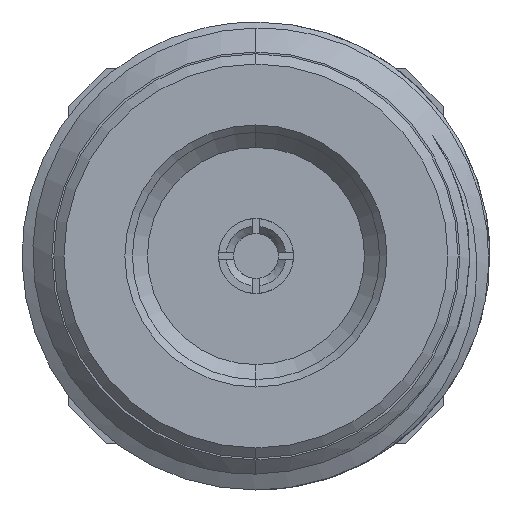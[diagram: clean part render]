
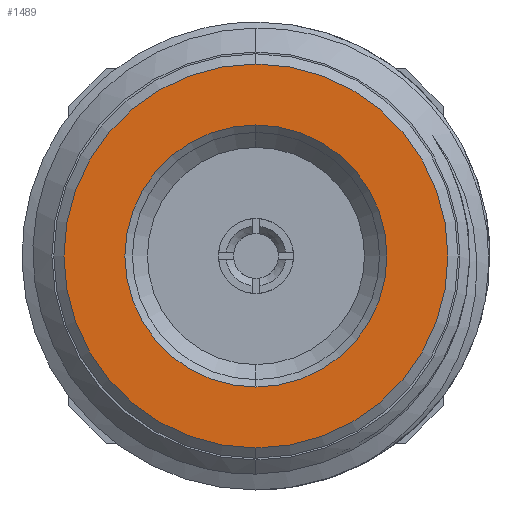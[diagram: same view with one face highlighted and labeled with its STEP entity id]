
A CAD part, left-side view. The second image highlights one B-rep face of the part: STEP entity #1489.
In plain terms, the highlighted planar face has unit normal (-1, 0, 0).
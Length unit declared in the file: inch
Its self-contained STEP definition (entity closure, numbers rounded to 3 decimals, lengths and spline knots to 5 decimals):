
#227 = CARTESIAN_POINT ( 'NONE',  ( 0., 0., 0. ) ) ;
#408 = ORIENTED_EDGE ( 'NONE', *, *, #446, .T. ) ;
#415 = CIRCLE ( 'NONE', #1784, 0.175 ) ;
#446 = EDGE_CURVE ( 'NONE', #1790, #2638, #3957, .T. ) ;
#550 = DIRECTION ( 'NONE',  ( 1., 0., 0. ) ) ;
#592 = AXIS2_PLACEMENT_3D ( 'NONE', #1190, #3255, #2513 ) ;
#738 = DIRECTION ( 'NONE',  ( 1., 0., 0. ) ) ;
#960 = DIRECTION ( 'NONE',  ( -1., 0., 0. ) ) ;
#1011 = CARTESIAN_POINT ( 'NONE',  ( 0., 0., 0.25643 ) ) ;
#1113 = AXIS2_PLACEMENT_3D ( 'NONE', #3262, #550, #1904 ) ;
#1190 = CARTESIAN_POINT ( 'NONE',  ( 0., 0., 0. ) ) ;
#1216 = VERTEX_POINT ( 'NONE', #3378 ) ;
#1446 = CARTESIAN_POINT ( 'NONE',  ( 0., 0., 0. ) ) ;
#1489 = ADVANCED_FACE ( 'NONE', ( #1906, #3529 ), #3652, .F. ) ;
#1573 = AXIS2_PLACEMENT_3D ( 'NONE', #3405, #960, #3793 ) ;
#1574 = DIRECTION ( 'NONE',  ( 0., 0., 1. ) ) ;
#1740 = CARTESIAN_POINT ( 'NONE',  ( 0., 0., -0.25643 ) ) ;
#1784 = AXIS2_PLACEMENT_3D ( 'NONE', #1446, #738, #3840 ) ;
#1790 = VERTEX_POINT ( 'NONE', #1011 ) ;
#1795 = ORIENTED_EDGE ( 'NONE', *, *, #3196, .T. ) ;
#1880 = ORIENTED_EDGE ( 'NONE', *, *, #3581, .T. ) ;
#1904 = DIRECTION ( 'NONE',  ( 0., 0., -1. ) ) ;
#1906 = FACE_OUTER_BOUND ( 'NONE', #4449, .T. ) ;
#1919 = EDGE_CURVE ( 'NONE', #2638, #1790, #2741, .T. ) ;
#1965 = DIRECTION ( 'NONE',  ( 1., 0., 0. ) ) ;
#2117 = VERTEX_POINT ( 'NONE', #2648 ) ;
#2513 = DIRECTION ( 'NONE',  ( 0., 0., 1. ) ) ;
#2576 = EDGE_LOOP ( 'NONE', ( #1795, #1880 ) ) ;
#2638 = VERTEX_POINT ( 'NONE', #1740 ) ;
#2642 = AXIS2_PLACEMENT_3D ( 'NONE', #227, #1965, #1574 ) ;
#2648 = CARTESIAN_POINT ( 'NONE',  ( 0., 0., 0.175 ) ) ;
#2741 = CIRCLE ( 'NONE', #592, 0.25643 ) ;
#3196 = EDGE_CURVE ( 'NONE', #2117, #1216, #4025, .T. ) ;
#3255 = DIRECTION ( 'NONE',  ( -1., 0., 0. ) ) ;
#3262 = CARTESIAN_POINT ( 'NONE',  ( 0., 0., 0. ) ) ;
#3378 = CARTESIAN_POINT ( 'NONE',  ( 0., 0., -0.175 ) ) ;
#3405 = CARTESIAN_POINT ( 'NONE',  ( 0., 0., 0. ) ) ;
#3529 = FACE_BOUND ( 'NONE', #2576, .T. ) ;
#3581 = EDGE_CURVE ( 'NONE', #1216, #2117, #415, .T. ) ;
#3652 = PLANE ( 'NONE',  #1113 ) ;
#3731 = ORIENTED_EDGE ( 'NONE', *, *, #1919, .T. ) ;
#3793 = DIRECTION ( 'NONE',  ( 0., 0., 1. ) ) ;
#3840 = DIRECTION ( 'NONE',  ( 0., 0., 1. ) ) ;
#3957 = CIRCLE ( 'NONE', #1573, 0.25643 ) ;
#4025 = CIRCLE ( 'NONE', #2642, 0.175 ) ;
#4449 = EDGE_LOOP ( 'NONE', ( #3731, #408 ) ) ;
